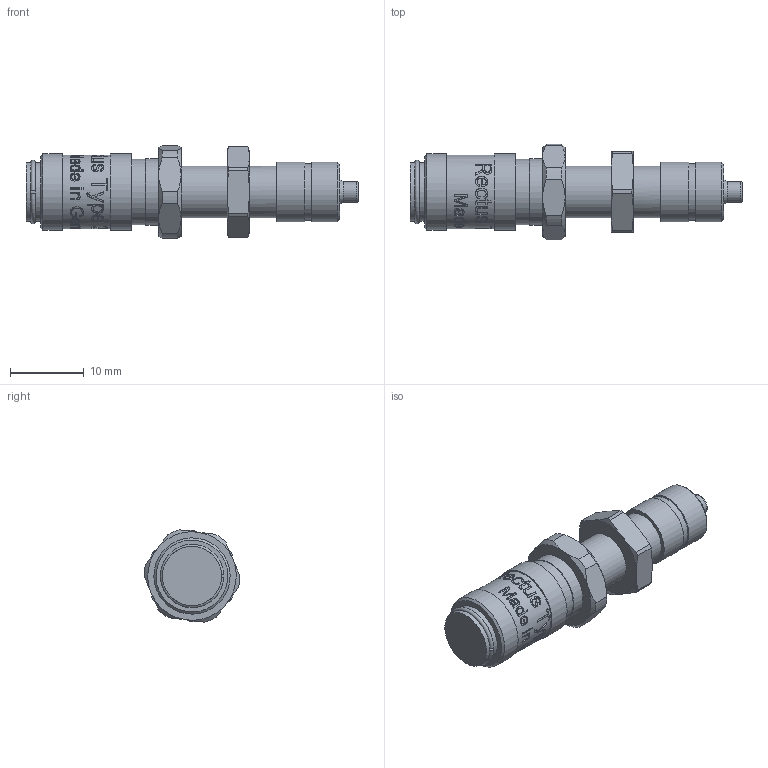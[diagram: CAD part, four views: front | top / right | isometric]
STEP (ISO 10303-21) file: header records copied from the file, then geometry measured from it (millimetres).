
FILE_DESCRIPTION((''),'2;1');
FILE_NAME('20kaks04mpx.stp','2014-05-06T14:56:28',('IA176480'),(''),'Autodesk Inventor 2013','Autodesk Inventor 2013','');
FILE_SCHEMA(('AUTOMOTIVE_DESIGN { 1 0 10303 214 1 1 1 1 }'));
Length unit declared in the file: millimetre
Products named in the file (1): D109386
Bounding box: 45.05 x 13 x 12.52 mm (x, y, z)
Volume: 2628.3 mm3; surface area: 3042.1 mm2
Topology: 2 solids, 6 shells, 512 faces, 1298 edges, 850 vertices
Faces by surface type: bspline 200, plane 174, cylinder 85, cone 45, torus 8
Full cylindrical faces by diameter (mm): 2.85 x1, 3.5 x1, 4.25 x1, 6.2 x1, 6.291 x2, 6.3 x1, 6.45 x1, 6.5 x2, 6.8 x1, 7 x2, 7.3 x1, 7.4 x1, 7.46 x1, 7.7 x1, 7.8 x2, 8 x3, 8.1 x3, 8.15 x2, 8.9 x1, 9 x1, 9.15 x1, 9.2 x1, 10 x1, 10.35 x2
Entity records: 64872 total; most frequent: CARTESIAN_POINT 53894, ORIENTED_EDGE 2444, DIRECTION 1473, EDGE_CURVE 1222, VERTEX_POINT 834, EDGE_LOOP 636, B_SPLINE_CURVE_WITH_KNOTS 539, AXIS2_PLACEMENT_3D 525
